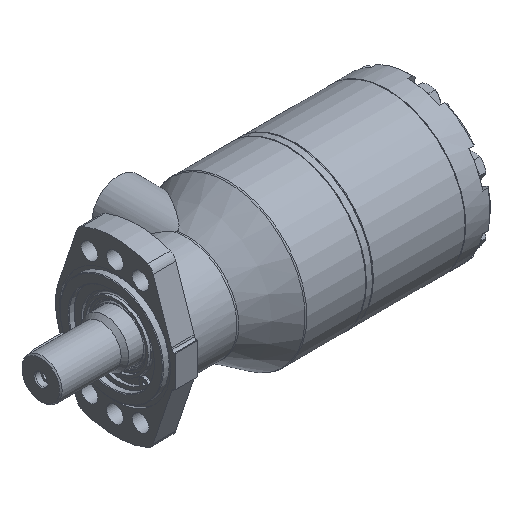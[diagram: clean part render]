
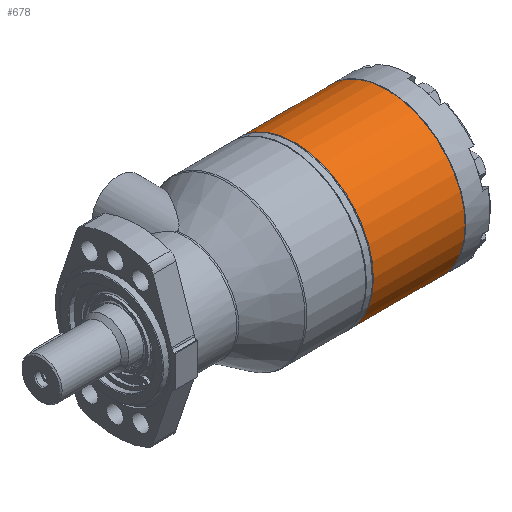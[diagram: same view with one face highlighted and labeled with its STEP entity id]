
A CAD part, isometric view. The second image highlights one B-rep face of the part: STEP entity #678.
In plain terms, the highlighted cylindrical face has radius 62.5 mm (diameter 125 mm), a full revolution.
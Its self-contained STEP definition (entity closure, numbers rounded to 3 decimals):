
#678 = ADVANCED_FACE( '', ( #1409, #1410 ), #1411, .T. );
#1409 = FACE_OUTER_BOUND( '', #2186, .T. );
#1410 = FACE_OUTER_BOUND( '', #2187, .T. );
#1411 = CYLINDRICAL_SURFACE( '', #2188, 62.5 );
#2186 = EDGE_LOOP( '', ( #3537 ) );
#2187 = EDGE_LOOP( '', ( #3538 ) );
#2188 = AXIS2_PLACEMENT_3D( '', #3539, #3540, #3541 );
#3537 = ORIENTED_EDGE( '', *, *, #4300, .F. );
#3538 = ORIENTED_EDGE( '', *, *, #4257, .T. );
#3539 = CARTESIAN_POINT( '', ( 74.1, 0., 0. ) );
#3540 = DIRECTION( '', ( -1., 0., 0. ) );
#3541 = DIRECTION( '', ( 0., 0., -1. ) );
#4257 = EDGE_CURVE( '', #5015, #5015, #5016, .T. );
#4300 = EDGE_CURVE( '', #5079, #5079, #5080, .T. );
#5015 = VERTEX_POINT( '', #6026 );
#5016 = CIRCLE( '', #6027, 62.5 );
#5079 = VERTEX_POINT( '', #6099 );
#5080 = CIRCLE( '', #6100, 62.5 );
#6026 = CARTESIAN_POINT( '', ( 0.5, 0., -62.5 ) );
#6027 = AXIS2_PLACEMENT_3D( '', #7285, #7286, #7287 );
#6099 = CARTESIAN_POINT( '', ( 73.6, 0., -62.5 ) );
#6100 = AXIS2_PLACEMENT_3D( '', #7351, #7352, #7353 );
#7285 = CARTESIAN_POINT( '', ( 0.5, 0., 0. ) );
#7286 = DIRECTION( '', ( 1., 0., 0. ) );
#7287 = DIRECTION( '', ( 0., 0., -1. ) );
#7351 = CARTESIAN_POINT( '', ( 73.6, 0., 0. ) );
#7352 = DIRECTION( '', ( 1., 0., 0. ) );
#7353 = DIRECTION( '', ( 0., 0., -1. ) );
